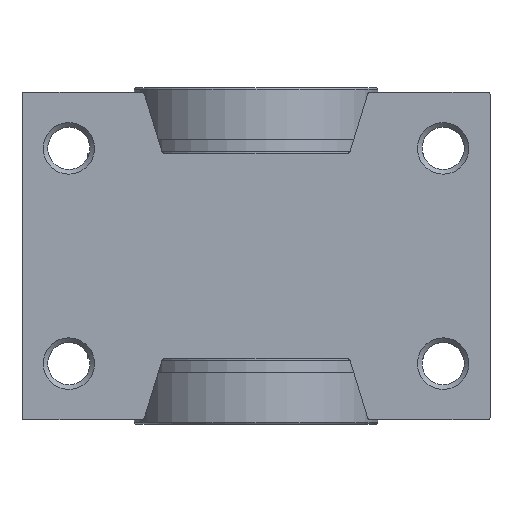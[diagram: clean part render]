
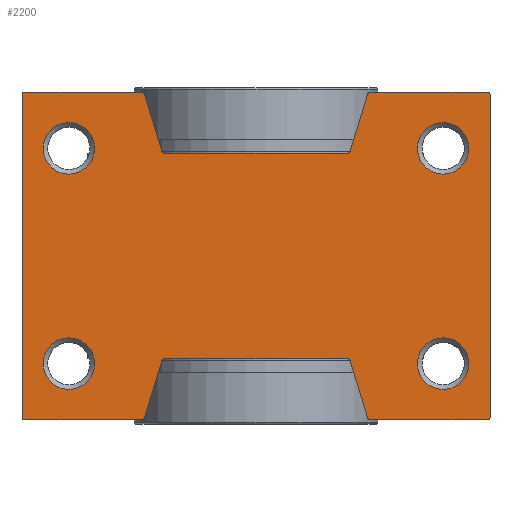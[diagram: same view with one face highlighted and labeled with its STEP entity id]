
A CAD part, front view. The second image highlights one B-rep face of the part: STEP entity #2200.
In plain terms, the highlighted planar face has unit normal (0, -1, 0).
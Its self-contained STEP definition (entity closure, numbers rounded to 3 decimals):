
#41=FACE_BOUND('',#326,.T.);
#42=FACE_BOUND('',#327,.T.);
#43=FACE_BOUND('',#328,.T.);
#44=FACE_BOUND('',#329,.T.);
#195=FACE_OUTER_BOUND('',#325,.T.);
#325=EDGE_LOOP('',(#1690,#1691,#1692,#1693,#1694,#1695,#1696,#1697,#1698,
#1699,#1700,#1701,#1702,#1703,#1704,#1705,#1706,#1707,#1708,#1709,#1710,
#1711,#1712,#1713));
#326=EDGE_LOOP('',(#1714));
#327=EDGE_LOOP('',(#1715));
#328=EDGE_LOOP('',(#1716));
#329=EDGE_LOOP('',(#1717));
#449=LINE('',#3497,#618);
#456=LINE('',#3578,#625);
#498=LINE('',#3831,#667);
#499=LINE('',#3835,#668);
#500=LINE('',#3839,#669);
#501=LINE('',#3844,#670);
#502=LINE('',#3848,#671);
#503=LINE('',#3852,#672);
#504=LINE('',#3856,#673);
#505=LINE('',#3860,#674);
#506=LINE('',#3865,#675);
#507=LINE('',#3868,#676);
#618=VECTOR('',#2721,10.);
#625=VECTOR('',#2752,10.);
#667=VECTOR('',#2902,10.);
#668=VECTOR('',#2905,10.);
#669=VECTOR('',#2908,10.);
#670=VECTOR('',#2913,10.);
#671=VECTOR('',#2916,10.);
#672=VECTOR('',#2919,10.);
#673=VECTOR('',#2922,10.);
#674=VECTOR('',#2925,10.);
#675=VECTOR('',#2930,10.);
#676=VECTOR('',#2933,10.);
#819=CIRCLE('',#2447,2.75);
#821=CIRCLE('',#2450,0.2);
#822=CIRCLE('',#2451,0.2);
#823=CIRCLE('',#2452,0.2);
#824=CIRCLE('',#2453,0.2);
#825=CIRCLE('',#2454,0.2);
#826=CIRCLE('',#2455,0.2);
#827=CIRCLE('',#2456,0.2);
#828=CIRCLE('',#2457,0.2);
#829=CIRCLE('',#2458,0.2);
#830=CIRCLE('',#2459,0.2);
#831=CIRCLE('',#2460,0.2);
#832=CIRCLE('',#2461,0.2);
#833=CIRCLE('',#2462,2.75);
#834=CIRCLE('',#2463,2.75);
#835=CIRCLE('',#2464,2.75);
#942=VERTEX_POINT('',#3494);
#943=VERTEX_POINT('',#3496);
#954=VERTEX_POINT('',#3575);
#955=VERTEX_POINT('',#3577);
#1006=VERTEX_POINT('',#3821);
#1008=VERTEX_POINT('',#3827);
#1009=VERTEX_POINT('',#3828);
#1010=VERTEX_POINT('',#3830);
#1011=VERTEX_POINT('',#3832);
#1012=VERTEX_POINT('',#3834);
#1013=VERTEX_POINT('',#3836);
#1014=VERTEX_POINT('',#3838);
#1015=VERTEX_POINT('',#3841);
#1016=VERTEX_POINT('',#3843);
#1017=VERTEX_POINT('',#3845);
#1018=VERTEX_POINT('',#3847);
#1019=VERTEX_POINT('',#3849);
#1020=VERTEX_POINT('',#3851);
#1021=VERTEX_POINT('',#3853);
#1022=VERTEX_POINT('',#3855);
#1023=VERTEX_POINT('',#3857);
#1024=VERTEX_POINT('',#3859);
#1025=VERTEX_POINT('',#3862);
#1026=VERTEX_POINT('',#3864);
#1027=VERTEX_POINT('',#3866);
#1028=VERTEX_POINT('',#3869);
#1029=VERTEX_POINT('',#3871);
#1030=VERTEX_POINT('',#3873);
#1168=EDGE_CURVE('',#943,#942,#449,.T.);
#1185=EDGE_CURVE('',#955,#954,#456,.T.);
#1261=EDGE_CURVE('',#1006,#1006,#819,.T.);
#1264=EDGE_CURVE('',#1008,#1009,#821,.T.);
#1265=EDGE_CURVE('',#1008,#1010,#498,.T.);
#1266=EDGE_CURVE('',#1011,#1010,#822,.T.);
#1267=EDGE_CURVE('',#1011,#1012,#499,.T.);
#1268=EDGE_CURVE('',#1013,#1012,#823,.T.);
#1269=EDGE_CURVE('',#1013,#1014,#500,.T.);
#1270=EDGE_CURVE('',#1014,#943,#824,.T.);
#1271=EDGE_CURVE('',#942,#1015,#825,.T.);
#1272=EDGE_CURVE('',#1015,#1016,#501,.T.);
#1273=EDGE_CURVE('',#1017,#1016,#826,.T.);
#1274=EDGE_CURVE('',#1017,#1018,#502,.T.);
#1275=EDGE_CURVE('',#1019,#1018,#827,.T.);
#1276=EDGE_CURVE('',#1020,#1019,#503,.T.);
#1277=EDGE_CURVE('',#1021,#1020,#828,.T.);
#1278=EDGE_CURVE('',#1021,#1022,#504,.T.);
#1279=EDGE_CURVE('',#1023,#1022,#829,.T.);
#1280=EDGE_CURVE('',#1023,#1024,#505,.T.);
#1281=EDGE_CURVE('',#1024,#955,#830,.T.);
#1282=EDGE_CURVE('',#954,#1025,#831,.T.);
#1283=EDGE_CURVE('',#1025,#1026,#506,.T.);
#1284=EDGE_CURVE('',#1027,#1026,#832,.T.);
#1285=EDGE_CURVE('',#1027,#1009,#507,.T.);
#1286=EDGE_CURVE('',#1028,#1028,#833,.T.);
#1287=EDGE_CURVE('',#1029,#1029,#834,.T.);
#1288=EDGE_CURVE('',#1030,#1030,#835,.T.);
#1690=ORIENTED_EDGE('',*,*,#1264,.F.);
#1691=ORIENTED_EDGE('',*,*,#1265,.T.);
#1692=ORIENTED_EDGE('',*,*,#1266,.F.);
#1693=ORIENTED_EDGE('',*,*,#1267,.T.);
#1694=ORIENTED_EDGE('',*,*,#1268,.F.);
#1695=ORIENTED_EDGE('',*,*,#1269,.T.);
#1696=ORIENTED_EDGE('',*,*,#1270,.T.);
#1697=ORIENTED_EDGE('',*,*,#1168,.T.);
#1698=ORIENTED_EDGE('',*,*,#1271,.T.);
#1699=ORIENTED_EDGE('',*,*,#1272,.T.);
#1700=ORIENTED_EDGE('',*,*,#1273,.F.);
#1701=ORIENTED_EDGE('',*,*,#1274,.T.);
#1702=ORIENTED_EDGE('',*,*,#1275,.F.);
#1703=ORIENTED_EDGE('',*,*,#1276,.F.);
#1704=ORIENTED_EDGE('',*,*,#1277,.F.);
#1705=ORIENTED_EDGE('',*,*,#1278,.T.);
#1706=ORIENTED_EDGE('',*,*,#1279,.F.);
#1707=ORIENTED_EDGE('',*,*,#1280,.T.);
#1708=ORIENTED_EDGE('',*,*,#1281,.T.);
#1709=ORIENTED_EDGE('',*,*,#1185,.T.);
#1710=ORIENTED_EDGE('',*,*,#1282,.T.);
#1711=ORIENTED_EDGE('',*,*,#1283,.T.);
#1712=ORIENTED_EDGE('',*,*,#1284,.F.);
#1713=ORIENTED_EDGE('',*,*,#1285,.T.);
#1714=ORIENTED_EDGE('',*,*,#1286,.F.);
#1715=ORIENTED_EDGE('',*,*,#1287,.F.);
#1716=ORIENTED_EDGE('',*,*,#1288,.F.);
#1717=ORIENTED_EDGE('',*,*,#1261,.F.);
#2127=PLANE('',#2449);
#2200=ADVANCED_FACE('',(#195,#41,#42,#43,#44),#2127,.T.);
#2447=AXIS2_PLACEMENT_3D('',#3822,#2893,#2894);
#2449=AXIS2_PLACEMENT_3D('',#3826,#2898,#2899);
#2450=AXIS2_PLACEMENT_3D('',#3829,#2900,#2901);
#2451=AXIS2_PLACEMENT_3D('',#3833,#2903,#2904);
#2452=AXIS2_PLACEMENT_3D('',#3837,#2906,#2907);
#2453=AXIS2_PLACEMENT_3D('',#3840,#2909,#2910);
#2454=AXIS2_PLACEMENT_3D('',#3842,#2911,#2912);
#2455=AXIS2_PLACEMENT_3D('',#3846,#2914,#2915);
#2456=AXIS2_PLACEMENT_3D('',#3850,#2917,#2918);
#2457=AXIS2_PLACEMENT_3D('',#3854,#2920,#2921);
#2458=AXIS2_PLACEMENT_3D('',#3858,#2923,#2924);
#2459=AXIS2_PLACEMENT_3D('',#3861,#2926,#2927);
#2460=AXIS2_PLACEMENT_3D('',#3863,#2928,#2929);
#2461=AXIS2_PLACEMENT_3D('',#3867,#2931,#2932);
#2462=AXIS2_PLACEMENT_3D('',#3870,#2934,#2935);
#2463=AXIS2_PLACEMENT_3D('',#3872,#2936,#2937);
#2464=AXIS2_PLACEMENT_3D('',#3874,#2938,#2939);
#2721=DIRECTION('',(1.,0.,0.));
#2752=DIRECTION('',(-1.,0.,0.));
#2893=DIRECTION('center_axis',(0.,-1.,0.));
#2894=DIRECTION('ref_axis',(-1.,0.,0.));
#2898=DIRECTION('center_axis',(0.,-1.,0.));
#2899=DIRECTION('ref_axis',(0.,0.,-1.));
#2900=DIRECTION('center_axis',(0.,1.,0.));
#2901=DIRECTION('ref_axis',(-0.707,0.,0.707));
#2902=DIRECTION('',(0.,0.,-1.));
#2903=DIRECTION('center_axis',(0.,1.,0.));
#2904=DIRECTION('ref_axis',(-0.707,0.,-0.707));
#2905=DIRECTION('',(1.,0.,0.));
#2906=DIRECTION('center_axis',(0.,1.,0.));
#2907=DIRECTION('ref_axis',(0.594,0.,-0.804));
#2908=DIRECTION('',(0.294,0.,0.956));
#2909=DIRECTION('center_axis',(0.,1.,0.));
#2910=DIRECTION('ref_axis',(0.,0.,1.));
#2911=DIRECTION('center_axis',(0.,1.,0.));
#2912=DIRECTION('ref_axis',(0.956,0.,0.294));
#2913=DIRECTION('',(0.294,0.,-0.956));
#2914=DIRECTION('center_axis',(0.,1.,0.));
#2915=DIRECTION('ref_axis',(-0.594,0.,-0.804));
#2916=DIRECTION('',(1.,0.,0.));
#2917=DIRECTION('center_axis',(0.,1.,0.));
#2918=DIRECTION('ref_axis',(0.707,0.,-0.707));
#2919=DIRECTION('',(0.,0.,-1.));
#2920=DIRECTION('center_axis',(0.,1.,0.));
#2921=DIRECTION('ref_axis',(0.707,0.,0.707));
#2922=DIRECTION('',(-1.,0.,0.));
#2923=DIRECTION('center_axis',(0.,1.,0.));
#2924=DIRECTION('ref_axis',(-0.594,0.,0.804));
#2925=DIRECTION('',(-0.294,0.,-0.956));
#2926=DIRECTION('center_axis',(0.,1.,0.));
#2927=DIRECTION('ref_axis',(0.956,0.,-0.294));
#2928=DIRECTION('center_axis',(0.,1.,0.));
#2929=DIRECTION('ref_axis',(0.,0.,-1.));
#2930=DIRECTION('',(-0.294,0.,0.956));
#2931=DIRECTION('center_axis',(0.,1.,0.));
#2932=DIRECTION('ref_axis',(0.594,0.,0.804));
#2933=DIRECTION('',(-1.,0.,0.));
#2934=DIRECTION('center_axis',(0.,-1.,0.));
#2935=DIRECTION('ref_axis',(-1.,0.,0.));
#2936=DIRECTION('center_axis',(0.,-1.,0.));
#2937=DIRECTION('ref_axis',(-1.,0.,0.));
#2938=DIRECTION('center_axis',(0.,-1.,0.));
#2939=DIRECTION('ref_axis',(-1.,0.,0.));
#3494=CARTESIAN_POINT('',(9.852,-22.,-11.));
#3496=CARTESIAN_POINT('',(-9.852,-22.,-11.));
#3497=CARTESIAN_POINT('',(17.426,-22.,-11.));
#3575=CARTESIAN_POINT('',(-9.852,-22.,11.));
#3577=CARTESIAN_POINT('',(9.852,-22.,11.));
#3578=CARTESIAN_POINT('',(17.426,-22.,11.));
#3821=CARTESIAN_POINT('',(-17.25,-22.,-11.5));
#3822=CARTESIAN_POINT('Origin',(-20.,-22.,-11.5));
#3826=CARTESIAN_POINT('Origin',(25.,-22.,0.));
#3827=CARTESIAN_POINT('',(-25.,-22.,17.3));
#3828=CARTESIAN_POINT('',(-24.8,-22.,17.5));
#3829=CARTESIAN_POINT('Origin',(-24.8,-22.,17.3));
#3830=CARTESIAN_POINT('',(-25.,-22.,-17.3));
#3831=CARTESIAN_POINT('',(-25.,-22.,0.));
#3832=CARTESIAN_POINT('',(-24.8,-22.,-17.5));
#3833=CARTESIAN_POINT('Origin',(-24.8,-22.,-17.3));
#3834=CARTESIAN_POINT('',(-12.148,-22.,-17.5));
#3835=CARTESIAN_POINT('',(25.,-22.,-17.5));
#3836=CARTESIAN_POINT('',(-11.957,-22.,-17.359));
#3837=CARTESIAN_POINT('Origin',(-12.148,-22.,-17.3));
#3838=CARTESIAN_POINT('',(-10.043,-22.,-11.141));
#3839=CARTESIAN_POINT('',(-6.962,-22.,-1.127));
#3840=CARTESIAN_POINT('Origin',(-9.852,-22.,-11.2));
#3841=CARTESIAN_POINT('',(10.043,-22.,-11.141));
#3842=CARTESIAN_POINT('Origin',(9.852,-22.,-11.2));
#3843=CARTESIAN_POINT('',(11.957,-22.,-17.359));
#3844=CARTESIAN_POINT('',(10.103,-22.,-11.334));
#3845=CARTESIAN_POINT('',(12.148,-22.,-17.5));
#3846=CARTESIAN_POINT('Origin',(12.148,-22.,-17.3));
#3847=CARTESIAN_POINT('',(24.8,-22.,-17.5));
#3848=CARTESIAN_POINT('',(25.,-22.,-17.5));
#3849=CARTESIAN_POINT('',(25.,-22.,-17.3));
#3850=CARTESIAN_POINT('Origin',(24.8,-22.,-17.3));
#3851=CARTESIAN_POINT('',(25.,-22.,17.3));
#3852=CARTESIAN_POINT('',(25.,-22.,0.));
#3853=CARTESIAN_POINT('',(24.8,-22.,17.5));
#3854=CARTESIAN_POINT('Origin',(24.8,-22.,17.3));
#3855=CARTESIAN_POINT('',(12.148,-22.,17.5));
#3856=CARTESIAN_POINT('',(25.,-22.,17.5));
#3857=CARTESIAN_POINT('',(11.957,-22.,17.359));
#3858=CARTESIAN_POINT('Origin',(12.148,-22.,17.3));
#3859=CARTESIAN_POINT('',(10.043,-22.,11.141));
#3860=CARTESIAN_POINT('',(10.103,-22.,11.334));
#3861=CARTESIAN_POINT('Origin',(9.852,-22.,11.2));
#3862=CARTESIAN_POINT('',(-10.043,-22.,11.141));
#3863=CARTESIAN_POINT('Origin',(-9.852,-22.,11.2));
#3864=CARTESIAN_POINT('',(-11.957,-22.,17.359));
#3865=CARTESIAN_POINT('',(-6.962,-22.,1.127));
#3866=CARTESIAN_POINT('',(-12.148,-22.,17.5));
#3867=CARTESIAN_POINT('Origin',(-12.148,-22.,17.3));
#3868=CARTESIAN_POINT('',(25.,-22.,17.5));
#3869=CARTESIAN_POINT('',(22.75,-22.,-11.5));
#3870=CARTESIAN_POINT('Origin',(20.,-22.,-11.5));
#3871=CARTESIAN_POINT('',(-17.25,-22.,11.5));
#3872=CARTESIAN_POINT('Origin',(-20.,-22.,11.5));
#3873=CARTESIAN_POINT('',(22.75,-22.,11.5));
#3874=CARTESIAN_POINT('Origin',(20.,-22.,11.5));
